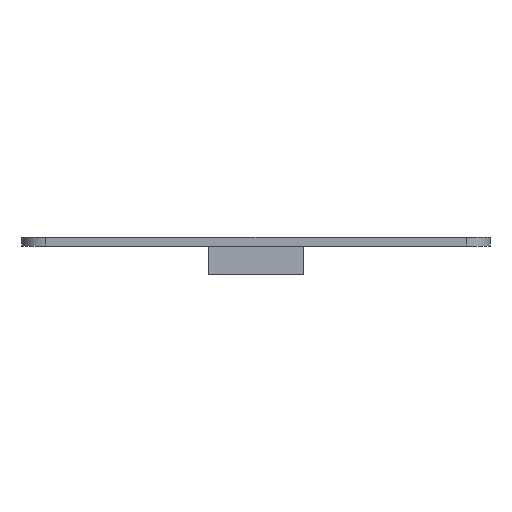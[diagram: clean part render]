
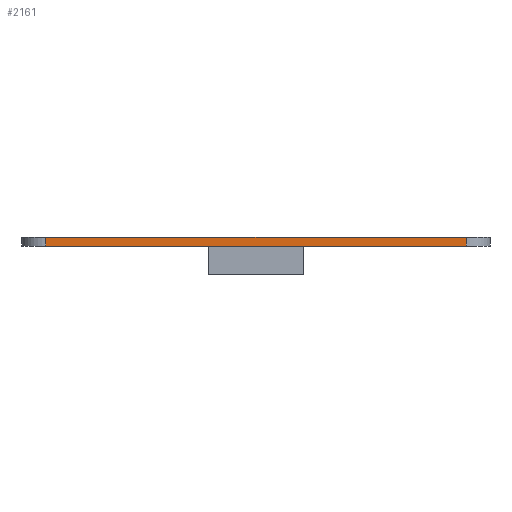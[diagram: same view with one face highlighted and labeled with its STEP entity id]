
A CAD part, front view. The second image highlights one B-rep face of the part: STEP entity #2161.
In plain terms, the highlighted planar face has unit normal (0, -1, 0).
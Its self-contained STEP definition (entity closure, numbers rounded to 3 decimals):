
#305=FACE_OUTER_BOUND('',#426,.T.);
#426=EDGE_LOOP('',(#1899,#1900,#1901,#1902));
#454=LINE('',#3046,#662);
#460=LINE('',#3061,#668);
#508=LINE('',#3258,#716);
#650=LINE('',#3642,#858);
#662=VECTOR('',#2412,10.);
#668=VECTOR('',#2426,10.);
#716=VECTOR('',#2578,10.);
#858=VECTOR('',#3014,10.);
#868=VERTEX_POINT('',#3043);
#869=VERTEX_POINT('',#3045);
#874=VERTEX_POINT('',#3060);
#970=VERTEX_POINT('',#3254);
#1079=EDGE_CURVE('',#868,#869,#454,.T.);
#1087=EDGE_CURVE('',#869,#874,#460,.T.);
#1186=EDGE_CURVE('',#874,#970,#508,.T.);
#1378=EDGE_CURVE('',#970,#868,#650,.T.);
#1899=ORIENTED_EDGE('',*,*,#1079,.F.);
#1900=ORIENTED_EDGE('',*,*,#1378,.F.);
#1901=ORIENTED_EDGE('',*,*,#1186,.F.);
#1902=ORIENTED_EDGE('',*,*,#1087,.F.);
#2055=PLANE('',#2385);
#2161=ADVANCED_FACE('',(#305),#2055,.T.);
#2385=AXIS2_PLACEMENT_3D('',#3641,#3012,#3013);
#2412=DIRECTION('',(0.,0.,-1.));
#2426=DIRECTION('',(-1.,0.,0.));
#2578=DIRECTION('',(0.,0.,1.));
#3012=DIRECTION('center_axis',(0.,-1.,0.));
#3013=DIRECTION('ref_axis',(1.,0.,0.));
#3014=DIRECTION('',(1.,0.,0.));
#3043=CARTESIAN_POINT('',(33.717,-46.796,1.5));
#3045=CARTESIAN_POINT('',(33.717,-46.796,0.));
#3046=CARTESIAN_POINT('',(33.717,-46.796,0.));
#3060=CARTESIAN_POINT('',(-36.596,-46.796,0.));
#3061=CARTESIAN_POINT('',(37.717,-46.796,0.));
#3254=CARTESIAN_POINT('',(-36.596,-46.796,1.5));
#3258=CARTESIAN_POINT('',(-36.596,-46.796,0.));
#3641=CARTESIAN_POINT('Origin',(-40.596,-46.796,0.));
#3642=CARTESIAN_POINT('',(37.717,-46.796,1.5));
